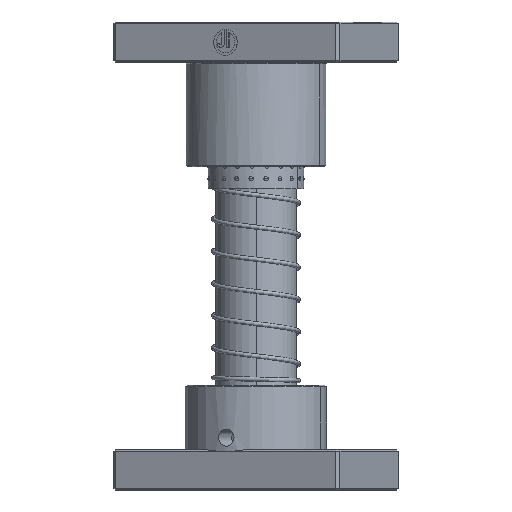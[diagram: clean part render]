
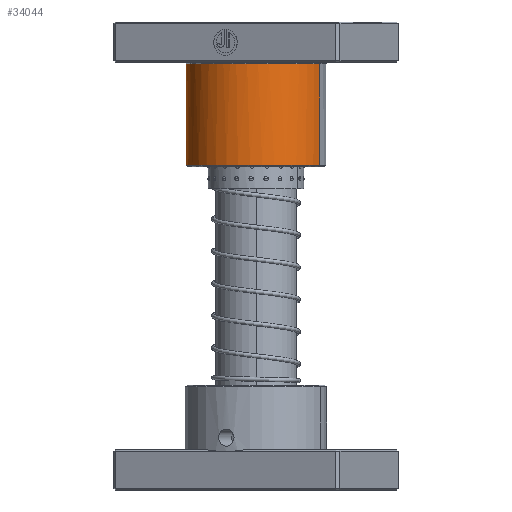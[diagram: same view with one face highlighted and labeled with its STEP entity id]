
A CAD part, left-side view. The second image highlights one B-rep face of the part: STEP entity #34044.
In plain terms, the highlighted cylindrical face has radius 43.5 mm (diameter 87 mm), a partial arc.
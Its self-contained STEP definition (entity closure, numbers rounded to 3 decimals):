
#287 = CARTESIAN_POINT ( 'NONE',  ( -43.5, 0., 26. ) ) ;
#1913 = AXIS2_PLACEMENT_3D ( 'NONE', #53622, #58836, #58601 ) ;
#2118 = DIRECTION ( 'NONE',  ( 1., 0., 0. ) ) ;
#2688 = ORIENTED_EDGE ( 'NONE', *, *, #53907, .T. ) ;
#3062 = VECTOR ( 'NONE', #52635, 1000. ) ;
#3714 = VERTEX_POINT ( 'NONE', #44228 ) ;
#3936 = VERTEX_POINT ( 'NONE', #45961 ) ;
#5582 = ORIENTED_EDGE ( 'NONE', *, *, #37104, .T. ) ;
#6289 = CARTESIAN_POINT ( 'NONE',  ( -43.5, 0., 90. ) ) ;
#7623 = CARTESIAN_POINT ( 'NONE',  ( 5.424, 43.174, 26. ) ) ;
#9718 = B_SPLINE_CURVE_WITH_KNOTS ( 'NONE', 3,
 ( #43681, #7623, #12818, #48818, #17995, #53981, #23186, #59185, #28376, #64361 ),
 .UNSPECIFIED., .F., .F.,
 ( 4, 2, 2, 2, 4 ),
 ( 0., 0.003, 0.007, 0.01, 0.013 ),
 .UNSPECIFIED. ) ;
#12818 = CARTESIAN_POINT ( 'NONE',  ( 4.343, 43.296, 25.961 ) ) ;
#16780 = LINE ( 'NONE', #6289, #3062 ) ;
#17995 = CARTESIAN_POINT ( 'NONE',  ( 1.096, 43.5, 25.866 ) ) ;
#18349 = CYLINDRICAL_SURFACE ( 'NONE', #1913, 43.5 ) ;
#18441 = VERTEX_POINT ( 'NONE', #39979 ) ;
#18794 = DIRECTION ( 'NONE',  ( 0., 0., -1. ) ) ;
#21181 = CARTESIAN_POINT ( 'NONE',  ( 0., 0., 26. ) ) ;
#21791 = VECTOR ( 'NONE', #25123, 1000. ) ;
#22707 = AXIS2_PLACEMENT_3D ( 'NONE', #49623, #18794, #54775 ) ;
#23186 = CARTESIAN_POINT ( 'NONE',  ( -2.161, 43.46, 25.893 ) ) ;
#23296 = EDGE_CURVE ( 'NONE', #3936, #45639, #16780, .T. ) ;
#25123 = DIRECTION ( 'NONE',  ( 0., 0., -1. ) ) ;
#25505 = AXIS2_PLACEMENT_3D ( 'NONE', #21181, #57165, #26361 ) ;
#26181 = ORIENTED_EDGE ( 'NONE', *, *, #55835, .T. ) ;
#26361 = DIRECTION ( 'NONE',  ( 1., 0., 0. ) ) ;
#26630 = EDGE_CURVE ( 'NONE', #18441, #42509, #9718, .T. ) ;
#28070 = ORIENTED_EDGE ( 'NONE', *, *, #51136, .T. ) ;
#28376 = CARTESIAN_POINT ( 'NONE',  ( -5.423, 43.174, 26. ) ) ;
#29429 = ORIENTED_EDGE ( 'NONE', *, *, #26630, .T. ) ;
#29536 = CIRCLE ( 'NONE', #25505, 43.5 ) ;
#30157 = CARTESIAN_POINT ( 'NONE',  ( 43.5, 0., 26. ) ) ;
#33075 = DIRECTION ( 'NONE',  ( 0., 0., 1. ) ) ;
#34044 = ADVANCED_FACE ( 'NONE', ( #45698 ), #18349, .T. ) ;
#35658 = CARTESIAN_POINT ( 'NONE',  ( -6.503, 43.011, 26. ) ) ;
#37104 = EDGE_CURVE ( 'NONE', #3714, #46110, #47538, .T. ) ;
#39979 = CARTESIAN_POINT ( 'NONE',  ( 6.503, 43.011, 26. ) ) ;
#40421 = CIRCLE ( 'NONE', #22707, 43.5 ) ;
#42509 = VERTEX_POINT ( 'NONE', #35658 ) ;
#42594 = ORIENTED_EDGE ( 'NONE', *, *, #23296, .F. ) ;
#43641 = CIRCLE ( 'NONE', #53002, 43.5 ) ;
#43681 = CARTESIAN_POINT ( 'NONE',  ( 6.503, 43.011, 26. ) ) ;
#44228 = CARTESIAN_POINT ( 'NONE',  ( 43.5, 0., 89. ) ) ;
#45639 = VERTEX_POINT ( 'NONE', #287 ) ;
#45698 = FACE_OUTER_BOUND ( 'NONE', #62591, .T. ) ;
#45961 = CARTESIAN_POINT ( 'NONE',  ( -43.5, 0., 89. ) ) ;
#46110 = VERTEX_POINT ( 'NONE', #30157 ) ;
#47538 = LINE ( 'NONE', #61495, #21791 ) ;
#48818 = CARTESIAN_POINT ( 'NONE',  ( 2.18, 43.459, 25.893 ) ) ;
#49623 = CARTESIAN_POINT ( 'NONE',  ( 0., 0., 89. ) ) ;
#51136 = EDGE_CURVE ( 'NONE', #3936, #3714, #40421, .T. ) ;
#52635 = DIRECTION ( 'NONE',  ( 0., 0., -1. ) ) ;
#53002 = AXIS2_PLACEMENT_3D ( 'NONE', #63869, #33075, #2118 ) ;
#53622 = CARTESIAN_POINT ( 'NONE',  ( 0., 0., 90. ) ) ;
#53907 = EDGE_CURVE ( 'NONE', #46110, #18441, #43641, .T. ) ;
#53981 = CARTESIAN_POINT ( 'NONE',  ( -1.074, 43.5, 25.866 ) ) ;
#54775 = DIRECTION ( 'NONE',  ( 1., 0., 0. ) ) ;
#55835 = EDGE_CURVE ( 'NONE', #42509, #45639, #29536, .T. ) ;
#57165 = DIRECTION ( 'NONE',  ( 0., 0., 1. ) ) ;
#58601 = DIRECTION ( 'NONE',  ( -1., 0., 0. ) ) ;
#58836 = DIRECTION ( 'NONE',  ( 0., 0., -1. ) ) ;
#59185 = CARTESIAN_POINT ( 'NONE',  ( -4.338, 43.297, 25.961 ) ) ;
#61495 = CARTESIAN_POINT ( 'NONE',  ( 43.5, 0., 90. ) ) ;
#62591 = EDGE_LOOP ( 'NONE', ( #28070, #5582, #2688, #29429, #26181, #42594 ) ) ;
#63869 = CARTESIAN_POINT ( 'NONE',  ( 0., 0., 26. ) ) ;
#64361 = CARTESIAN_POINT ( 'NONE',  ( -6.503, 43.011, 26. ) ) ;
